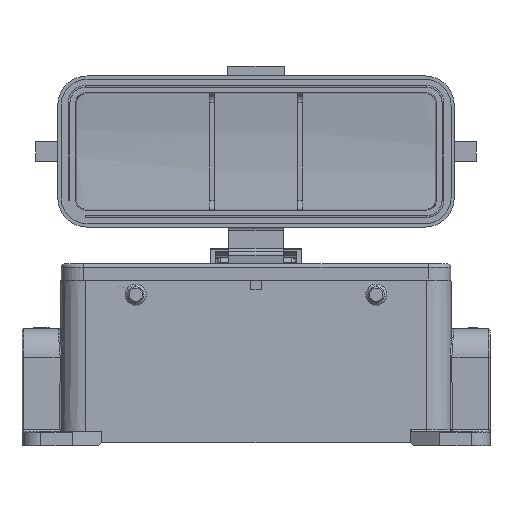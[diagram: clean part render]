
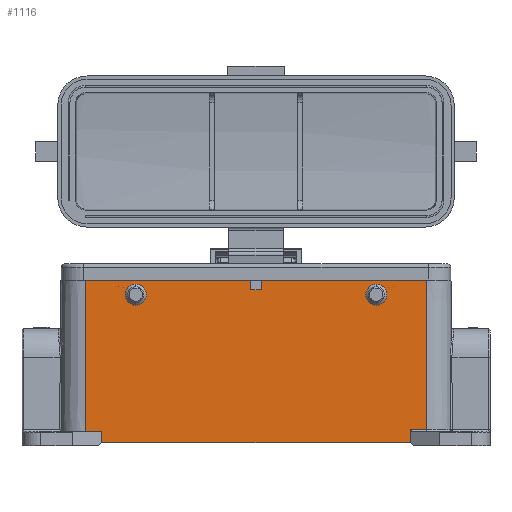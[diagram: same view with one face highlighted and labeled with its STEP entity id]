
A CAD part, left-side view. The second image highlights one B-rep face of the part: STEP entity #1116.
In plain terms, the highlighted planar face has unit normal (-1, 0, 0.009).
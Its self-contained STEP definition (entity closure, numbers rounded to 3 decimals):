
#56=ELLIPSE('',#18693,1.5,1.5);
#58=ELLIPSE('',#18696,1.5,1.5);
#235=FACE_BOUND('',#3580,.T.);
#236=FACE_BOUND('',#3581,.T.);
#237=FACE_BOUND('',#3582,.T.);
#525=PLANE('',#18747);
#1116=ADVANCED_FACE('',(#235,#236,#237),#525,.T.);
#3580=EDGE_LOOP('',(#9186,#9187,#9188,#9189,#9190,#9191,#9192,#9193,#9194,
#9195,#9196,#9197));
#3581=EDGE_LOOP('',(#9198));
#3582=EDGE_LOOP('',(#9199));
#5478=LINE('',#29274,#6848);
#5480=LINE('',#29278,#6850);
#5489=LINE('',#29296,#6859);
#5496=LINE('',#29317,#6866);
#5497=LINE('',#29319,#6867);
#5498=LINE('',#29321,#6868);
#5499=LINE('',#29322,#6869);
#5500=LINE('',#29324,#6870);
#5501=LINE('',#29326,#6871);
#5502=LINE('',#29327,#6872);
#5503=LINE('',#29329,#6873);
#5504=LINE('',#29331,#6874);
#6848=VECTOR('',#21178,1.);
#6850=VECTOR('',#21182,1.);
#6859=VECTOR('',#21195,1.);
#6866=VECTOR('',#21212,1.);
#6867=VECTOR('',#21215,1.);
#6868=VECTOR('',#21216,1.);
#6869=VECTOR('',#21217,1.);
#6870=VECTOR('',#21218,1.);
#6871=VECTOR('',#21219,1.);
#6872=VECTOR('',#21220,1.);
#6873=VECTOR('',#21221,1.);
#6874=VECTOR('',#21222,1.);
#9186=ORIENTED_EDGE('',*,*,#15739,.T.);
#9187=ORIENTED_EDGE('',*,*,#15727,.T.);
#9188=ORIENTED_EDGE('',*,*,#15738,.T.);
#9189=ORIENTED_EDGE('',*,*,#15740,.T.);
#9190=ORIENTED_EDGE('',*,*,#15718,.F.);
#9191=ORIENTED_EDGE('',*,*,#15716,.T.);
#9192=ORIENTED_EDGE('',*,*,#15741,.T.);
#9193=ORIENTED_EDGE('',*,*,#15742,.F.);
#9194=ORIENTED_EDGE('',*,*,#15743,.F.);
#9195=ORIENTED_EDGE('',*,*,#15744,.T.);
#9196=ORIENTED_EDGE('',*,*,#15745,.T.);
#9197=ORIENTED_EDGE('',*,*,#15746,.T.);
#9198=ORIENTED_EDGE('',*,*,#15645,.T.);
#9199=ORIENTED_EDGE('',*,*,#15643,.T.);
#13692=VERTEX_POINT('',#29092);
#13694=VERTEX_POINT('',#29097);
#13713=VERTEX_POINT('',#29138);
#13753=VERTEX_POINT('',#29273);
#13754=VERTEX_POINT('',#29275);
#13755=VERTEX_POINT('',#29279);
#13762=VERTEX_POINT('',#29297);
#13763=VERTEX_POINT('',#29298);
#13770=VERTEX_POINT('',#29316);
#13771=VERTEX_POINT('',#29320);
#13772=VERTEX_POINT('',#29323);
#13773=VERTEX_POINT('',#29325);
#13774=VERTEX_POINT('',#29328);
#13775=VERTEX_POINT('',#29330);
#15643=EDGE_CURVE('',#13692,#13692,#56,.T.);
#15645=EDGE_CURVE('',#13694,#13694,#58,.T.);
#15716=EDGE_CURVE('',#13754,#13753,#5478,.T.);
#15718=EDGE_CURVE('',#13754,#13755,#5480,.T.);
#15727=EDGE_CURVE('',#13762,#13763,#5489,.T.);
#15738=EDGE_CURVE('',#13763,#13770,#5496,.T.);
#15739=EDGE_CURVE('',#13771,#13762,#5497,.T.);
#15740=EDGE_CURVE('',#13770,#13755,#5498,.T.);
#15741=EDGE_CURVE('',#13753,#13772,#5499,.T.);
#15742=EDGE_CURVE('',#13773,#13772,#5500,.T.);
#15743=EDGE_CURVE('',#13713,#13773,#5501,.T.);
#15744=EDGE_CURVE('',#13713,#13774,#5502,.T.);
#15745=EDGE_CURVE('',#13774,#13775,#5503,.T.);
#15746=EDGE_CURVE('',#13775,#13771,#5504,.T.);
#18693=AXIS2_PLACEMENT_3D('',#29091,#21052,#21053);
#18696=AXIS2_PLACEMENT_3D('',#29096,#21058,#21059);
#18747=AXIS2_PLACEMENT_3D('',#29332,#21223,#21224);
#21052=DIRECTION('',(1.,0.,-0.009));
#21053=DIRECTION('',(-0.009,0.,-1.));
#21058=DIRECTION('',(1.,0.,-0.009));
#21059=DIRECTION('',(-0.009,0.,-1.));
#21178=DIRECTION('',(0.,1.,0.));
#21182=DIRECTION('',(-0.009,0.,-1.));
#21195=DIRECTION('',(0.,1.,0.));
#21212=DIRECTION('',(-0.009,0.,-1.));
#21215=DIRECTION('',(0.009,0.,1.));
#21216=DIRECTION('',(0.,1.,0.));
#21217=DIRECTION('',(-0.009,0.,-1.));
#21218=DIRECTION('',(0.,1.,0.));
#21219=DIRECTION('',(0.009,0.,1.));
#21220=DIRECTION('',(0.,-1.,0.));
#21221=DIRECTION('',(0.009,0.,1.));
#21222=DIRECTION('',(0.,-1.,0.));
#21223=DIRECTION('',(-1.,0.,0.009));
#21224=DIRECTION('',(0.,1.,0.));
#29091=CARTESIAN_POINT('',(-21.539,37.,46.5));
#29092=CARTESIAN_POINT('',(-21.552,37.,45.));
#29096=CARTESIAN_POINT('',(-21.539,-37.,46.5));
#29097=CARTESIAN_POINT('',(-21.552,-37.,45.));
#29138=CARTESIAN_POINT('',(-21.936,47.5,1.));
#29273=CARTESIAN_POINT('',(-21.5,52.5,51.));
#29274=CARTESIAN_POINT('',(-21.5,1.6,51.));
#29275=CARTESIAN_POINT('',(-21.5,1.6,51.));
#29278=CARTESIAN_POINT('',(-21.5,1.6,51.));
#29279=CARTESIAN_POINT('',(-21.526,1.6,48.));
#29296=CARTESIAN_POINT('',(-21.5,-52.5,51.));
#29297=CARTESIAN_POINT('',(-21.5,-52.5,51.));
#29298=CARTESIAN_POINT('',(-21.5,-1.6,51.));
#29316=CARTESIAN_POINT('',(-21.526,-1.6,48.));
#29317=CARTESIAN_POINT('',(-21.5,-1.6,51.));
#29319=CARTESIAN_POINT('',(-21.901,-52.5,4.996));
#29320=CARTESIAN_POINT('',(-21.901,-52.5,4.996));
#29321=CARTESIAN_POINT('',(-21.526,-1.6,48.));
#29322=CARTESIAN_POINT('',(-21.5,52.5,51.));
#29323=CARTESIAN_POINT('',(-21.906,52.5,4.5));
#29324=CARTESIAN_POINT('',(-21.906,47.5,4.5));
#29325=CARTESIAN_POINT('',(-21.906,47.5,4.5));
#29326=CARTESIAN_POINT('',(-21.936,47.5,1.));
#29327=CARTESIAN_POINT('',(-21.936,47.5,1.));
#29328=CARTESIAN_POINT('',(-21.936,-47.5,1.));
#29329=CARTESIAN_POINT('',(-21.936,-47.5,1.));
#29330=CARTESIAN_POINT('',(-21.901,-47.5,4.996));
#29331=CARTESIAN_POINT('',(-21.901,-47.5,4.996));
#29332=CARTESIAN_POINT('',(-21.5,55.148,51.));
